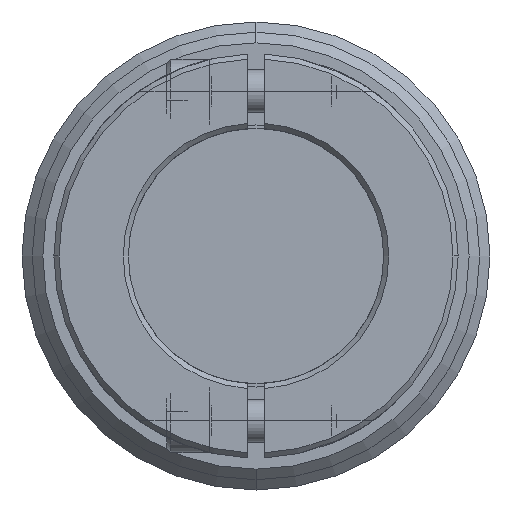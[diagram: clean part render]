
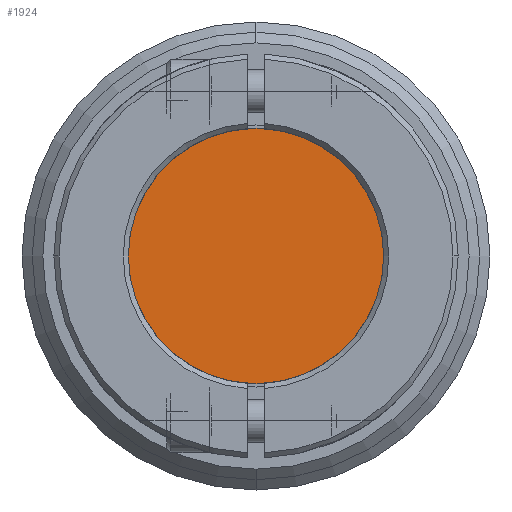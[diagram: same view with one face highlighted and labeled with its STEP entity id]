
A CAD part, left-side view. The second image highlights one B-rep face of the part: STEP entity #1924.
In plain terms, the highlighted planar face has unit normal (-1, 0, 0).
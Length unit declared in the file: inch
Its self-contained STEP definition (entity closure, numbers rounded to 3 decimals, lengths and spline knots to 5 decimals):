
#1924 = ADVANCED_FACE ( 'NONE', ( #20306 ), #55418, .T. ) ;
#2387 = EDGE_CURVE ( 'NONE', #52030, #52025, #8022, .T. ) ;
#2390 = EDGE_CURVE ( 'NONE', #52025, #52030, #8034, .T. ) ;
#8022 = CIRCLE ( 'NONE', #21736, 0.75 ) ;
#8034 = CIRCLE ( 'NONE', #21747, 0.75 ) ;
#20306 = FACE_OUTER_BOUND ( 'NONE', #59577, .T. ) ;
#21546 = AXIS2_PLACEMENT_3D ( 'NONE', #55419, #55406, #55405 ) ;
#21736 = AXIS2_PLACEMENT_3D ( 'NONE', #40911, #40909, #40908 ) ;
#21747 = AXIS2_PLACEMENT_3D ( 'NONE', #40918, #40900, #40899 ) ;
#22979 = CARTESIAN_POINT ( 'NONE',  ( -45.5565, 0., -0.75 ) ) ;
#22983 = CARTESIAN_POINT ( 'NONE',  ( -45.5565, 0., 0.75 ) ) ;
#40899 = DIRECTION ( 'NONE',  ( 0., 0., 1. ) ) ;
#40900 = DIRECTION ( 'NONE',  ( -1., 0., 0. ) ) ;
#40908 = DIRECTION ( 'NONE',  ( 0., 0., 1. ) ) ;
#40909 = DIRECTION ( 'NONE',  ( -1., 0., 0. ) ) ;
#40911 = CARTESIAN_POINT ( 'NONE',  ( -45.5565, 0., 0. ) ) ;
#40918 = CARTESIAN_POINT ( 'NONE',  ( -45.5565, 0., 0. ) ) ;
#45884 = ORIENTED_EDGE ( 'NONE', *, *, #2390, .T. ) ;
#45887 = ORIENTED_EDGE ( 'NONE', *, *, #2387, .T. ) ;
#52025 = VERTEX_POINT ( 'NONE', #22979 ) ;
#52030 = VERTEX_POINT ( 'NONE', #22983 ) ;
#55405 = DIRECTION ( 'NONE',  ( 0., 0., 1. ) ) ;
#55406 = DIRECTION ( 'NONE',  ( -1., 0., 0. ) ) ;
#55418 = PLANE ( 'NONE',  #21546 ) ;
#55419 = CARTESIAN_POINT ( 'NONE',  ( -45.5565, 0., 0. ) ) ;
#59577 = EDGE_LOOP ( 'NONE', ( #45887, #45884 ) ) ;
